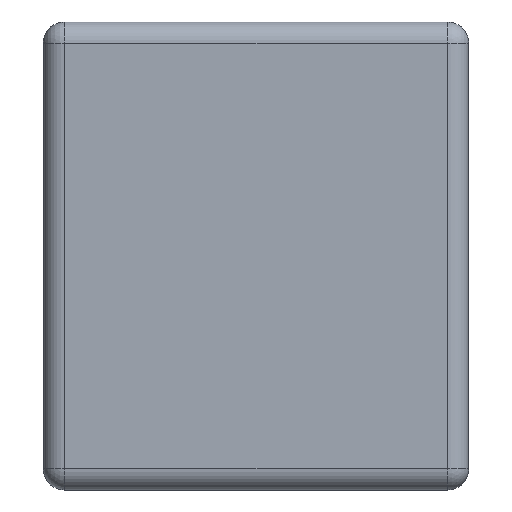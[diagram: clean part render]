
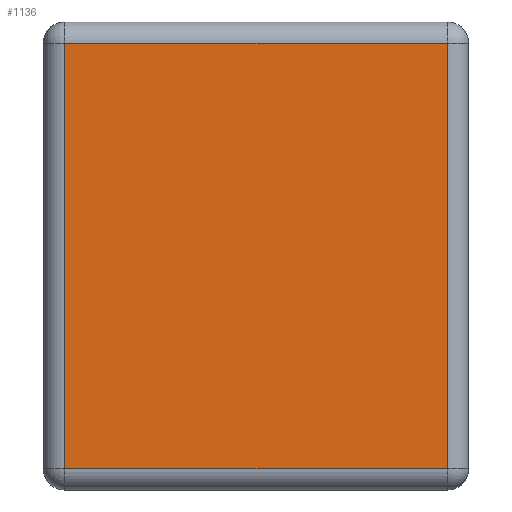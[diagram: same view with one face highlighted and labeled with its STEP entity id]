
A CAD part, left-side view. The second image highlights one B-rep face of the part: STEP entity #1136.
In plain terms, the highlighted planar face has unit normal (-1, 0, 0).
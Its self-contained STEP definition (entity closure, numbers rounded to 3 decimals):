
#4 = EDGE_CURVE ( 'NONE', #837, #704, #901, .T. ) ;
#143 = CARTESIAN_POINT ( 'NONE',  ( -0.3, 0.135, 0.015 ) ) ;
#212 = EDGE_CURVE ( 'NONE', #704, #1645, #979, .T. ) ;
#259 = DIRECTION ( 'NONE',  ( 0., 0., -1. ) ) ;
#286 = VERTEX_POINT ( 'NONE', #143 ) ;
#291 = CARTESIAN_POINT ( 'NONE',  ( -0.3, -0.15, 0.015 ) ) ;
#297 = LINE ( 'NONE', #452, #1467 ) ;
#385 = ORIENTED_EDGE ( 'NONE', *, *, #212, .T. ) ;
#421 = DIRECTION ( 'NONE',  ( 1., 0., 0. ) ) ;
#441 = PLANE ( 'NONE',  #1027 ) ;
#452 = CARTESIAN_POINT ( 'NONE',  ( -0.3, 0.135, 0.33 ) ) ;
#464 = DIRECTION ( 'NONE',  ( 0., 0., -1. ) ) ;
#560 = FACE_OUTER_BOUND ( 'NONE', #1783, .T. ) ;
#583 = VECTOR ( 'NONE', #762, 1000. ) ;
#628 = CARTESIAN_POINT ( 'NONE',  ( -0.3, -0.15, 0.315 ) ) ;
#683 = CARTESIAN_POINT ( 'NONE',  ( -0.3, 0.135, 0.315 ) ) ;
#704 = VERTEX_POINT ( 'NONE', #806 ) ;
#762 = DIRECTION ( 'NONE',  ( 0., 0., 1. ) ) ;
#782 = EDGE_CURVE ( 'NONE', #286, #837, #1914, .T. ) ;
#799 = EDGE_CURVE ( 'NONE', #1645, #286, #297, .T. ) ;
#806 = CARTESIAN_POINT ( 'NONE',  ( -0.3, -0.135, 0.315 ) ) ;
#837 = VERTEX_POINT ( 'NONE', #1225 ) ;
#901 = LINE ( 'NONE', #1523, #583 ) ;
#979 = LINE ( 'NONE', #628, #1474 ) ;
#981 = ORIENTED_EDGE ( 'NONE', *, *, #4, .T. ) ;
#1014 = CARTESIAN_POINT ( 'NONE',  ( -0.3, -0.15, 0.33 ) ) ;
#1027 = AXIS2_PLACEMENT_3D ( 'NONE', #1014, #421, #259 ) ;
#1136 = ADVANCED_FACE ( 'NONE', ( #560 ), #441, .F. ) ;
#1225 = CARTESIAN_POINT ( 'NONE',  ( -0.3, -0.135, 0.015 ) ) ;
#1227 = DIRECTION ( 'NONE',  ( 0., 1., 0. ) ) ;
#1346 = ORIENTED_EDGE ( 'NONE', *, *, #799, .T. ) ;
#1371 = ORIENTED_EDGE ( 'NONE', *, *, #782, .T. ) ;
#1467 = VECTOR ( 'NONE', #464, 1000. ) ;
#1474 = VECTOR ( 'NONE', #1227, 1000. ) ;
#1496 = DIRECTION ( 'NONE',  ( 0., -1., 0. ) ) ;
#1523 = CARTESIAN_POINT ( 'NONE',  ( -0.3, -0.135, 0.33 ) ) ;
#1611 = VECTOR ( 'NONE', #1496, 1000. ) ;
#1645 = VERTEX_POINT ( 'NONE', #683 ) ;
#1783 = EDGE_LOOP ( 'NONE', ( #1346, #1371, #981, #385 ) ) ;
#1914 = LINE ( 'NONE', #291, #1611 ) ;
